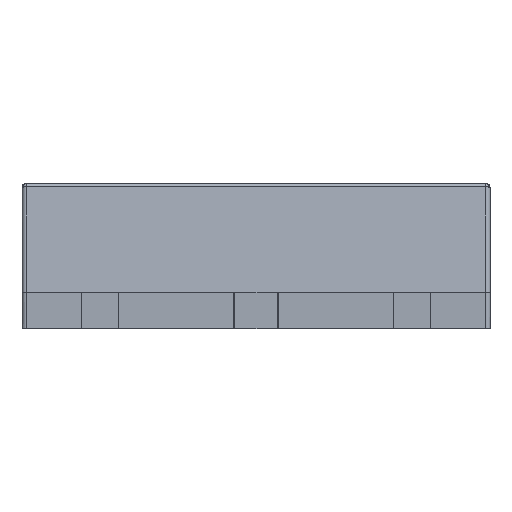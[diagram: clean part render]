
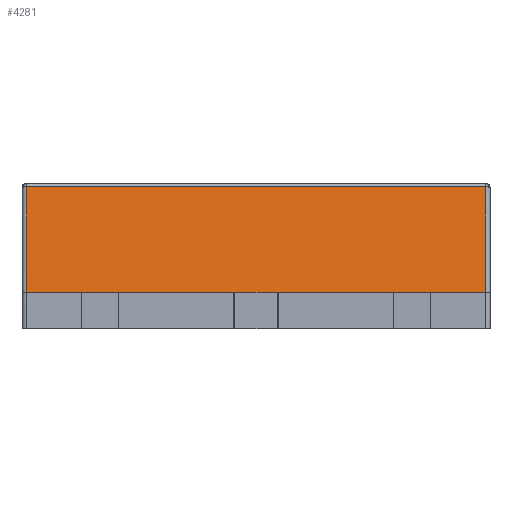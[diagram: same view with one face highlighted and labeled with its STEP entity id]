
A CAD part, front view. The second image highlights one B-rep face of the part: STEP entity #4281.
In plain terms, the highlighted planar face has unit normal (0, -0.993, 0.122).
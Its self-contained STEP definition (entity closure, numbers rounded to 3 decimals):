
#67 = CARTESIAN_POINT ( 'NONE',  ( 0., -1.145, 0.35 ) ) ;
#109 = ORIENTED_EDGE ( 'NONE', *, *, #3510, .F. ) ;
#129 = VERTEX_POINT ( 'NONE', #3745 ) ;
#254 = DIRECTION ( 'NONE',  ( 0., 0.993, -0.122 ) ) ;
#349 = ORIENTED_EDGE ( 'NONE', *, *, #3653, .T. ) ;
#396 = DIRECTION ( 'NONE',  ( -1., 0., 0. ) ) ;
#462 = EDGE_CURVE ( 'NONE', #5594, #4670, #3979, .T. ) ;
#475 = LINE ( 'NONE', #7689, #6723 ) ;
#569 = DIRECTION ( 'NONE',  ( -1., 0., 0. ) ) ;
#592 = VERTEX_POINT ( 'NONE', #4852 ) ;
#605 = VERTEX_POINT ( 'NONE', #7124 ) ;
#918 = VECTOR ( 'NONE', #4414, 1000. ) ;
#925 = ORIENTED_EDGE ( 'NONE', *, *, #6508, .T. ) ;
#949 = CARTESIAN_POINT ( 'NONE',  ( -0.205, -1.145, 0.35 ) ) ;
#954 = ORIENTED_EDGE ( 'NONE', *, *, #6598, .T. ) ;
#1081 = FACE_OUTER_BOUND ( 'NONE', #7767, .T. ) ;
#1119 = EDGE_CURVE ( 'NONE', #129, #5014, #5170, .T. ) ;
#1132 = ORIENTED_EDGE ( 'NONE', *, *, #1119, .F. ) ;
#1245 = CARTESIAN_POINT ( 'NONE',  ( 0.214, -1.145, 0.35 ) ) ;
#1340 = VERTEX_POINT ( 'NONE', #2341 ) ;
#1379 = EDGE_CURVE ( 'NONE', #1340, #2706, #7100, .T. ) ;
#1447 = PLANE ( 'NONE',  #5999 ) ;
#1517 = VECTOR ( 'NONE', #5746, 1000. ) ;
#1716 = VERTEX_POINT ( 'NONE', #4471 ) ;
#1753 = VECTOR ( 'NONE', #396, 1000. ) ;
#1969 = EDGE_CURVE ( 'NONE', #5594, #7197, #4196, .T. ) ;
#1973 = ORIENTED_EDGE ( 'NONE', *, *, #1379, .F. ) ;
#2033 = ORIENTED_EDGE ( 'NONE', *, *, #5224, .T. ) ;
#2070 = CARTESIAN_POINT ( 'NONE',  ( 0., -1.145, 0.35 ) ) ;
#2190 = CARTESIAN_POINT ( 'NONE',  ( -2.21, -1.145, 0.35 ) ) ;
#2269 = DIRECTION ( 'NONE',  ( 0., -0.122, -0.993 ) ) ;
#2341 = CARTESIAN_POINT ( 'NONE',  ( -1.32, -1.145, 0.35 ) ) ;
#2415 = LINE ( 'NONE', #2853, #5444 ) ;
#2587 = LINE ( 'NONE', #6395, #5832 ) ;
#2634 = ORIENTED_EDGE ( 'NONE', *, *, #3358, .F. ) ;
#2651 = ORIENTED_EDGE ( 'NONE', *, *, #4193, .F. ) ;
#2706 = VERTEX_POINT ( 'NONE', #4540 ) ;
#2718 = LINE ( 'NONE', #3780, #918 ) ;
#2745 = CARTESIAN_POINT ( 'NONE',  ( 0.214, -1.145, 0.35 ) ) ;
#2763 = DIRECTION ( 'NONE',  ( 1., 0., 0. ) ) ;
#2815 = DIRECTION ( 'NONE',  ( 0., 0.122, 0.993 ) ) ;
#2853 = CARTESIAN_POINT ( 'NONE',  ( 0., -1.145, 0.35 ) ) ;
#3009 = CARTESIAN_POINT ( 'NONE',  ( 2.21, -1.145, 0.35 ) ) ;
#3358 = EDGE_CURVE ( 'NONE', #7175, #605, #4253, .T. ) ;
#3510 = EDGE_CURVE ( 'NONE', #592, #7197, #475, .T. ) ;
#3552 = LINE ( 'NONE', #5495, #5162 ) ;
#3653 = EDGE_CURVE ( 'NONE', #1716, #5014, #6159, .T. ) ;
#3745 = CARTESIAN_POINT ( 'NONE',  ( 0.205, -1.145, 0.35 ) ) ;
#3760 = VECTOR ( 'NONE', #4920, 1000. ) ;
#3780 = CARTESIAN_POINT ( 'NONE',  ( 0.214, -1.145, 0.35 ) ) ;
#3868 = CARTESIAN_POINT ( 'NONE',  ( 0., -1.145, 0.35 ) ) ;
#3875 = VECTOR ( 'NONE', #569, 1000. ) ;
#3921 = ORIENTED_EDGE ( 'NONE', *, *, #462, .F. ) ;
#3979 = LINE ( 'NONE', #67, #3760 ) ;
#4061 = CARTESIAN_POINT ( 'NONE',  ( 1.68, -1.145, 0.35 ) ) ;
#4193 = EDGE_CURVE ( 'NONE', #605, #592, #3552, .T. ) ;
#4196 = LINE ( 'NONE', #4791, #5631 ) ;
#4233 = CARTESIAN_POINT ( 'NONE',  ( 1.32, -1.145, 0.35 ) ) ;
#4253 = LINE ( 'NONE', #2190, #7284 ) ;
#4281 = ADVANCED_FACE ( 'NONE', ( #1081 ), #1447, .F. ) ;
#4414 = DIRECTION ( 'NONE',  ( 1., 0., 0. ) ) ;
#4470 = DIRECTION ( 'NONE',  ( 0., 0.122, 0.993 ) ) ;
#4471 = CARTESIAN_POINT ( 'NONE',  ( -0.214, -1.145, 0.35 ) ) ;
#4540 = CARTESIAN_POINT ( 'NONE',  ( -1.68, -1.145, 0.35 ) ) ;
#4628 = CARTESIAN_POINT ( 'NONE',  ( 0., -1.145, 0.35 ) ) ;
#4670 = VERTEX_POINT ( 'NONE', #4233 ) ;
#4708 = VERTEX_POINT ( 'NONE', #1245 ) ;
#4788 = VECTOR ( 'NONE', #6920, 1000. ) ;
#4791 = CARTESIAN_POINT ( 'NONE',  ( 0., -1.145, 0.35 ) ) ;
#4794 = CARTESIAN_POINT ( 'NONE',  ( 0., -1.145, 0.35 ) ) ;
#4847 = CARTESIAN_POINT ( 'NONE',  ( -2.21, -1.145, 0.35 ) ) ;
#4852 = CARTESIAN_POINT ( 'NONE',  ( 2.21, -1.02, 1.365 ) ) ;
#4920 = DIRECTION ( 'NONE',  ( -1., 0., 0. ) ) ;
#5014 = VERTEX_POINT ( 'NONE', #949 ) ;
#5162 = VECTOR ( 'NONE', #6716, 1000. ) ;
#5170 = LINE ( 'NONE', #4628, #1753 ) ;
#5224 = EDGE_CURVE ( 'NONE', #4708, #4670, #2415, .T. ) ;
#5444 = VECTOR ( 'NONE', #7684, 1000. ) ;
#5495 = CARTESIAN_POINT ( 'NONE',  ( 0., -1.02, 1.365 ) ) ;
#5520 = EDGE_CURVE ( 'NONE', #1340, #1716, #2587, .T. ) ;
#5594 = VERTEX_POINT ( 'NONE', #4061 ) ;
#5622 = ORIENTED_EDGE ( 'NONE', *, *, #1969, .T. ) ;
#5631 = VECTOR ( 'NONE', #7857, 1000. ) ;
#5746 = DIRECTION ( 'NONE',  ( 1., 0., 0. ) ) ;
#5832 = VECTOR ( 'NONE', #2763, 1000. ) ;
#5999 = AXIS2_PLACEMENT_3D ( 'NONE', #3868, #254, #4470 ) ;
#6159 = LINE ( 'NONE', #2745, #1517 ) ;
#6395 = CARTESIAN_POINT ( 'NONE',  ( 0., -1.145, 0.35 ) ) ;
#6420 = LINE ( 'NONE', #2070, #4788 ) ;
#6508 = EDGE_CURVE ( 'NONE', #129, #4708, #2718, .T. ) ;
#6598 = EDGE_CURVE ( 'NONE', #7175, #2706, #6420, .T. ) ;
#6716 = DIRECTION ( 'NONE',  ( 1., 0., 0. ) ) ;
#6723 = VECTOR ( 'NONE', #2269, 1000. ) ;
#6920 = DIRECTION ( 'NONE',  ( 1., 0., 0. ) ) ;
#7100 = LINE ( 'NONE', #4794, #3875 ) ;
#7124 = CARTESIAN_POINT ( 'NONE',  ( -2.21, -1.02, 1.365 ) ) ;
#7175 = VERTEX_POINT ( 'NONE', #4847 ) ;
#7197 = VERTEX_POINT ( 'NONE', #3009 ) ;
#7284 = VECTOR ( 'NONE', #2815, 1000. ) ;
#7362 = ORIENTED_EDGE ( 'NONE', *, *, #5520, .T. ) ;
#7684 = DIRECTION ( 'NONE',  ( 1., 0., 0. ) ) ;
#7689 = CARTESIAN_POINT ( 'NONE',  ( 2.21, -1.145, 0.35 ) ) ;
#7767 = EDGE_LOOP ( 'NONE', ( #2651, #2634, #954, #1973, #7362, #349, #1132, #925, #2033, #3921, #5622, #109 ) ) ;
#7857 = DIRECTION ( 'NONE',  ( 1., 0., 0. ) ) ;
